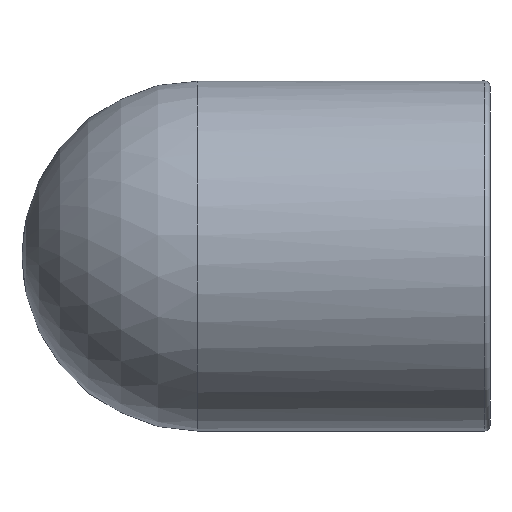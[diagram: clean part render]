
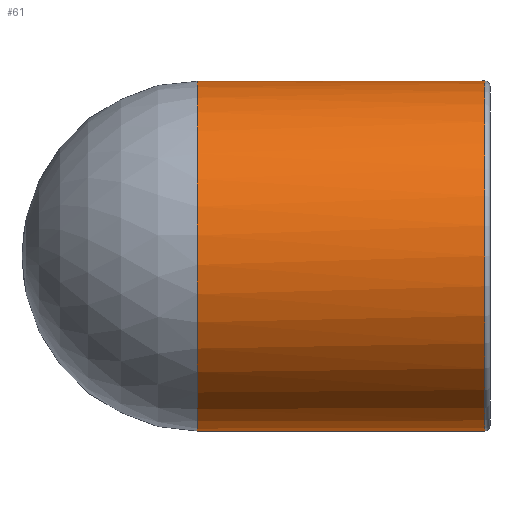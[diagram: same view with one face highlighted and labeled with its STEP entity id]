
A CAD part, left-side view. The second image highlights one B-rep face of the part: STEP entity #61.
In plain terms, the highlighted cylindrical face has radius 31 mm (diameter 62 mm), a full revolution.
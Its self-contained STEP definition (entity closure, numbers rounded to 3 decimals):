
#61 = ADVANCED_FACE( '', ( #140, #141 ), #142, .T. );
#140 = FACE_OUTER_BOUND( '', #241, .T. );
#141 = FACE_OUTER_BOUND( '', #242, .T. );
#142 = CYLINDRICAL_SURFACE( '', #243, 31. );
#241 = EDGE_LOOP( '', ( #386 ) );
#242 = EDGE_LOOP( '', ( #387, #388 ) );
#243 = AXIS2_PLACEMENT_3D( '', #389, #390, #391 );
#386 = ORIENTED_EDGE( '', *, *, #564, .F. );
#387 = ORIENTED_EDGE( '', *, *, #582, .F. );
#388 = ORIENTED_EDGE( '', *, *, #583, .T. );
#389 = CARTESIAN_POINT( '', ( 0., 0., 0. ) );
#390 = DIRECTION( '', ( 0., 1., 0. ) );
#391 = DIRECTION( '', ( 0., 0., -1. ) );
#564 = EDGE_CURVE( '', #645, #645, #646, .T. );
#582 = EDGE_CURVE( '', #675, #676, #677, .T. );
#583 = EDGE_CURVE( '', #675, #676, #678, .T. );
#645 = VERTEX_POINT( '', #763 );
#646 = CIRCLE( '', #764, 31. );
#675 = VERTEX_POINT( '', #800 );
#676 = VERTEX_POINT( '', #801 );
#677 = B_SPLINE_CURVE_WITH_KNOTS( '', 3, ( #802, #803, #804, #805, #806, #807, #808, #809, #810, #811, #812, #813, #814, #815, #816, #817, #818, #819, #820, #821, #822, #823, #824, #825, #826, #827, #828, #829, #830, #831, #832, #833, #834, #835, #836, #837, #838, #839, #840, #841, #842, #843, #844, #845, #846, #847, #848, #849, #850, #851, #852, #853 ), .UNSPECIFIED., .F., .F., ( 4, 2, 2, 2, 2, 2, 2, 2, 2, 2, 2, 2, 2, 2, 2, 2, 2, 2, 2, 2, 2, 2, 2, 2, 2, 4 ), ( 0.047, 0.049, 0.051, 0.055, 0.057, 0.059, 0.063, 0.065, 0.067, 0.071, 0.073, 0.075, 0.079, 0.081, 0.083, 0.085, 0.087, 0.091, 0.093, 0.095, 0.099, 0.101, 0.103, 0.107, 0.109, 0.111 ), .UNSPECIFIED. );
#678 = CIRCLE( '', #854, 31. );
#763 = CARTESIAN_POINT( '', ( 0., 0.9, -31. ) );
#764 = AXIS2_PLACEMENT_3D( '', #1148, #1149, #1150 );
#800 = CARTESIAN_POINT( '', ( 20.979, 51.902, 22.823 ) );
#801 = CARTESIAN_POINT( '', ( 20.979, 51.902, -22.823 ) );
#802 = CARTESIAN_POINT( '', ( 20.979, 51.902, 22.823 ) );
#803 = CARTESIAN_POINT( '', ( 21.186, 51.289, 22.633 ) );
#804 = CARTESIAN_POINT( '', ( 21.414, 50.686, 22.418 ) );
#805 = CARTESIAN_POINT( '', ( 21.893, 49.52, 21.95 ) );
#806 = CARTESIAN_POINT( '', ( 22.145, 48.954, 21.697 ) );
#807 = CARTESIAN_POINT( '', ( 22.927, 47.301, 20.879 ) );
#808 = CARTESIAN_POINT( '', ( 23.483, 46.257, 20.258 ) );
#809 = CARTESIAN_POINT( '', ( 24.335, 44.765, 19.21 ) );
#810 = CARTESIAN_POINT( '', ( 24.623, 44.279, 18.84 ) );
#811 = CARTESIAN_POINT( '', ( 25.197, 43.338, 18.065 ) );
#812 = CARTESIAN_POINT( '', ( 25.482, 42.884, 17.662 ) );
#813 = CARTESIAN_POINT( '', ( 26.325, 41.571, 16.401 ) );
#814 = CARTESIAN_POINT( '', ( 26.873, 40.76, 15.495 ) );
#815 = CARTESIAN_POINT( '', ( 27.651, 39.637, 14.026 ) );
#816 = CARTESIAN_POINT( '', ( 27.903, 39.279, 13.518 ) );
#817 = CARTESIAN_POINT( '', ( 28.391, 38.595, 12.463 ) );
#818 = CARTESIAN_POINT( '', ( 28.625, 38.271, 11.916 ) );
#819 = CARTESIAN_POINT( '', ( 29.283, 37.367, 10.243 ) );
#820 = CARTESIAN_POINT( '', ( 29.67, 36.849, 9.074 ) );
#821 = CARTESIAN_POINT( '', ( 30.152, 36.209, 7.23 ) );
#822 = CARTESIAN_POINT( '', ( 30.297, 36.018, 6.598 ) );
#823 = CARTESIAN_POINT( '', ( 30.549, 35.687, 5.311 ) );
#824 = CARTESIAN_POINT( '', ( 30.654, 35.548, 4.663 ) );
#825 = CARTESIAN_POINT( '', ( 30.91, 35.215, 2.705 ) );
#826 = CARTESIAN_POINT( '', ( 30.998, 35.101, 1.381 ) );
#827 = CARTESIAN_POINT( '', ( 31.001, 35.097, -0.633 ) );
#828 = CARTESIAN_POINT( '', ( 30.979, 35.125, -1.314 ) );
#829 = CARTESIAN_POINT( '', ( 30.894, 35.237, -2.654 ) );
#830 = CARTESIAN_POINT( '', ( 30.829, 35.32, -3.315 ) );
#831 = CARTESIAN_POINT( '', ( 30.66, 35.541, -4.624 ) );
#832 = CARTESIAN_POINT( '', ( 30.556, 35.677, -5.27 ) );
#833 = CARTESIAN_POINT( '', ( 30.307, 36.004, -6.548 ) );
#834 = CARTESIAN_POINT( '', ( 30.163, 36.194, -7.182 ) );
#835 = CARTESIAN_POINT( '', ( 29.679, 36.836, -9.043 ) );
#836 = CARTESIAN_POINT( '', ( 29.292, 37.355, -10.218 ) );
#837 = CARTESIAN_POINT( '', ( 28.634, 38.257, -11.892 ) );
#838 = CARTESIAN_POINT( '', ( 28.402, 38.579, -12.436 ) );
#839 = CARTESIAN_POINT( '', ( 27.914, 39.263, -13.496 ) );
#840 = CARTESIAN_POINT( '', ( 27.661, 39.623, -14.007 ) );
#841 = CARTESIAN_POINT( '', ( 26.879, 40.75, -15.483 ) );
#842 = CARTESIAN_POINT( '', ( 26.33, 41.564, -16.394 ) );
#843 = CARTESIAN_POINT( '', ( 25.483, 42.883, -17.66 ) );
#844 = CARTESIAN_POINT( '', ( 25.196, 43.339, -18.066 ) );
#845 = CARTESIAN_POINT( '', ( 24.621, 44.283, -18.843 ) );
#846 = CARTESIAN_POINT( '', ( 24.334, 44.766, -19.211 ) );
#847 = CARTESIAN_POINT( '', ( 23.484, 46.256, -20.257 ) );
#848 = CARTESIAN_POINT( '', ( 22.928, 47.298, -20.877 ) );
#849 = CARTESIAN_POINT( '', ( 22.146, 48.952, -21.695 ) );
#850 = CARTESIAN_POINT( '', ( 21.894, 49.518, -21.949 ) );
#851 = CARTESIAN_POINT( '', ( 21.414, 50.685, -22.417 ) );
#852 = CARTESIAN_POINT( '', ( 21.186, 51.289, -22.633 ) );
#853 = CARTESIAN_POINT( '', ( 20.979, 51.902, -22.823 ) );
#854 = AXIS2_PLACEMENT_3D( '', #1173, #1174, #1175 );
#1148 = CARTESIAN_POINT( '', ( 0., 0.9, 0. ) );
#1149 = DIRECTION( '', ( 0., -1., 0. ) );
#1150 = DIRECTION( '', ( 0., 0., -1. ) );
#1173 = CARTESIAN_POINT( '', ( 0., 51.902, 0. ) );
#1174 = DIRECTION( '', ( 0., -1., 0. ) );
#1175 = DIRECTION( '', ( 0., 0., -1. ) );
